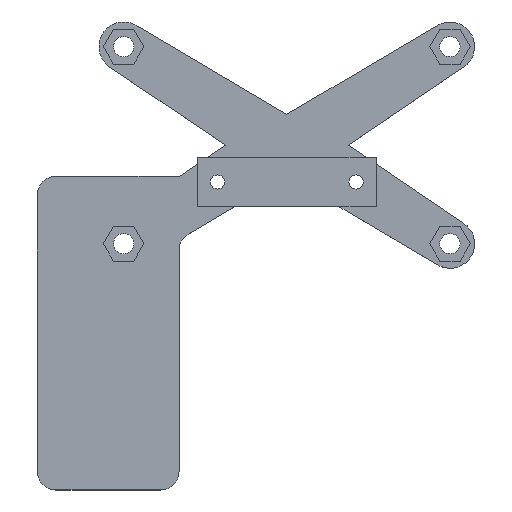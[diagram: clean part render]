
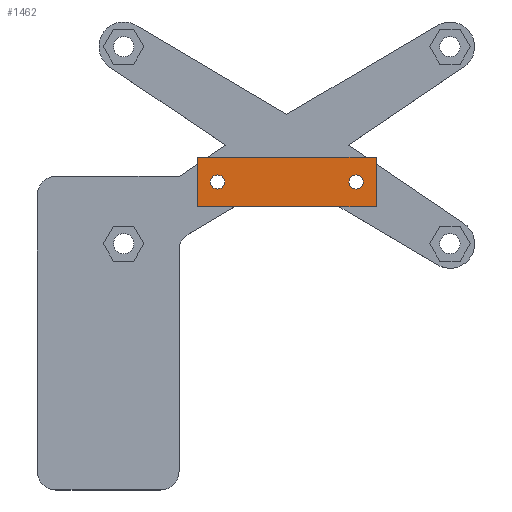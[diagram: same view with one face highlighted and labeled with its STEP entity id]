
A CAD part, top view. The second image highlights one B-rep face of the part: STEP entity #1462.
In plain terms, the highlighted planar face has unit normal (0, 0, 1).
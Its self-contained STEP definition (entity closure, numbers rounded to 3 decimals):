
#138 = CARTESIAN_POINT ( 'NONE',  ( 12.4, -6., 10. ) ) ;
#149 = FACE_OUTER_BOUND ( 'NONE', #2982, .T. ) ;
#168 = CARTESIAN_POINT ( 'NONE',  ( 14.5, -2., 10. ) ) ;
#202 = CARTESIAN_POINT ( 'NONE',  ( -10.1, -6., 10. ) ) ;
#224 = VERTEX_POINT ( 'NONE', #611 ) ;
#231 = VECTOR ( 'NONE', #2030, 1000. ) ;
#240 = CARTESIAN_POINT ( 'NONE',  ( -11.25, -6., 10. ) ) ;
#266 = DIRECTION ( 'NONE',  ( 0., -1., 0. ) ) ;
#271 = DIRECTION ( 'NONE',  ( 0., 0., 1. ) ) ;
#325 = AXIS2_PLACEMENT_3D ( 'NONE', #2544, #395, #427 ) ;
#395 = DIRECTION ( 'NONE',  ( 0., 0., 1. ) ) ;
#409 = ORIENTED_EDGE ( 'NONE', *, *, #1539, .F. ) ;
#427 = DIRECTION ( 'NONE',  ( 1., 0., 0. ) ) ;
#501 = CARTESIAN_POINT ( 'NONE',  ( 14.5, -2., 10. ) ) ;
#533 = VERTEX_POINT ( 'NONE', #138 ) ;
#581 = VERTEX_POINT ( 'NONE', #202 ) ;
#611 = CARTESIAN_POINT ( 'NONE',  ( -12.4, -6., 10. ) ) ;
#613 = CARTESIAN_POINT ( 'NONE',  ( 14.5, -2., 10. ) ) ;
#630 = DIRECTION ( 'NONE',  ( 0., -1., 0. ) ) ;
#671 = LINE ( 'NONE', #1890, #1475 ) ;
#700 = DIRECTION ( 'NONE',  ( -1., 0., 0. ) ) ;
#721 = VERTEX_POINT ( 'NONE', #2850 ) ;
#740 = VECTOR ( 'NONE', #266, 1000. ) ;
#780 = EDGE_CURVE ( 'NONE', #581, #224, #1378, .T. ) ;
#797 = EDGE_LOOP ( 'NONE', ( #1364, #1382 ) ) ;
#836 = CIRCLE ( 'NONE', #3083, 1.15 ) ;
#852 = PLANE ( 'NONE',  #937 ) ;
#912 = VERTEX_POINT ( 'NONE', #1045 ) ;
#937 = AXIS2_PLACEMENT_3D ( 'NONE', #613, #1804, #2888 ) ;
#997 = EDGE_CURVE ( 'NONE', #224, #581, #2838, .T. ) ;
#1045 = CARTESIAN_POINT ( 'NONE',  ( 10.1, -6., 10. ) ) ;
#1133 = CARTESIAN_POINT ( 'NONE',  ( -14.5, -2., 10. ) ) ;
#1136 = EDGE_CURVE ( 'NONE', #533, #912, #1667, .T. ) ;
#1168 = ORIENTED_EDGE ( 'NONE', *, *, #2642, .F. ) ;
#1215 = CARTESIAN_POINT ( 'NONE',  ( 14.5, -10., 10. ) ) ;
#1223 = DIRECTION ( 'NONE',  ( 0., 0., 1. ) ) ;
#1331 = FACE_BOUND ( 'NONE', #797, .T. ) ;
#1364 = ORIENTED_EDGE ( 'NONE', *, *, #780, .F. ) ;
#1378 = CIRCLE ( 'NONE', #2784, 1.15 ) ;
#1382 = ORIENTED_EDGE ( 'NONE', *, *, #997, .F. ) ;
#1397 = ORIENTED_EDGE ( 'NONE', *, *, #2526, .T. ) ;
#1462 = ADVANCED_FACE ( 'NONE', ( #1331, #2518, #149 ), #852, .F. ) ;
#1469 = AXIS2_PLACEMENT_3D ( 'NONE', #2703, #2023, #2281 ) ;
#1475 = VECTOR ( 'NONE', #700, 1000. ) ;
#1539 = EDGE_CURVE ( 'NONE', #912, #533, #836, .T. ) ;
#1667 = CIRCLE ( 'NONE', #325, 1.15 ) ;
#1697 = LINE ( 'NONE', #168, #231 ) ;
#1715 = ORIENTED_EDGE ( 'NONE', *, *, #2000, .T. ) ;
#1724 = VERTEX_POINT ( 'NONE', #3039 ) ;
#1780 = EDGE_CURVE ( 'NONE', #2654, #721, #671, .T. ) ;
#1804 = DIRECTION ( 'NONE',  ( 0., 0., -1. ) ) ;
#1857 = ORIENTED_EDGE ( 'NONE', *, *, #1780, .F. ) ;
#1890 = CARTESIAN_POINT ( 'NONE',  ( 14.5, -10., 10. ) ) ;
#1912 = DIRECTION ( 'NONE',  ( 1., 0., 0. ) ) ;
#1961 = VERTEX_POINT ( 'NONE', #2461 ) ;
#2000 = EDGE_CURVE ( 'NONE', #1724, #1961, #1697, .T. ) ;
#2023 = DIRECTION ( 'NONE',  ( 0., 0., 1. ) ) ;
#2030 = DIRECTION ( 'NONE',  ( -1., 0., 0. ) ) ;
#2040 = VECTOR ( 'NONE', #630, 1000. ) ;
#2136 = ORIENTED_EDGE ( 'NONE', *, *, #1136, .F. ) ;
#2281 = DIRECTION ( 'NONE',  ( 1., 0., 0. ) ) ;
#2408 = EDGE_LOOP ( 'NONE', ( #2136, #409 ) ) ;
#2461 = CARTESIAN_POINT ( 'NONE',  ( -14.5, -2., 10. ) ) ;
#2518 = FACE_BOUND ( 'NONE', #2408, .T. ) ;
#2526 = EDGE_CURVE ( 'NONE', #1961, #721, #2778, .T. ) ;
#2544 = CARTESIAN_POINT ( 'NONE',  ( 11.25, -6., 10. ) ) ;
#2609 = CARTESIAN_POINT ( 'NONE',  ( 11.25, -6., 10. ) ) ;
#2642 = EDGE_CURVE ( 'NONE', #1724, #2654, #2881, .T. ) ;
#2654 = VERTEX_POINT ( 'NONE', #1215 ) ;
#2703 = CARTESIAN_POINT ( 'NONE',  ( -11.25, -6., 10. ) ) ;
#2778 = LINE ( 'NONE', #1133, #2040 ) ;
#2784 = AXIS2_PLACEMENT_3D ( 'NONE', #240, #1223, #1912 ) ;
#2838 = CIRCLE ( 'NONE', #1469, 1.15 ) ;
#2849 = DIRECTION ( 'NONE',  ( 1., 0., 0. ) ) ;
#2850 = CARTESIAN_POINT ( 'NONE',  ( -14.5, -10., 10. ) ) ;
#2881 = LINE ( 'NONE', #501, #740 ) ;
#2888 = DIRECTION ( 'NONE',  ( -1., 0., 0. ) ) ;
#2982 = EDGE_LOOP ( 'NONE', ( #1397, #1857, #1168, #1715 ) ) ;
#3039 = CARTESIAN_POINT ( 'NONE',  ( 14.5, -2., 10. ) ) ;
#3083 = AXIS2_PLACEMENT_3D ( 'NONE', #2609, #271, #2849 ) ;
